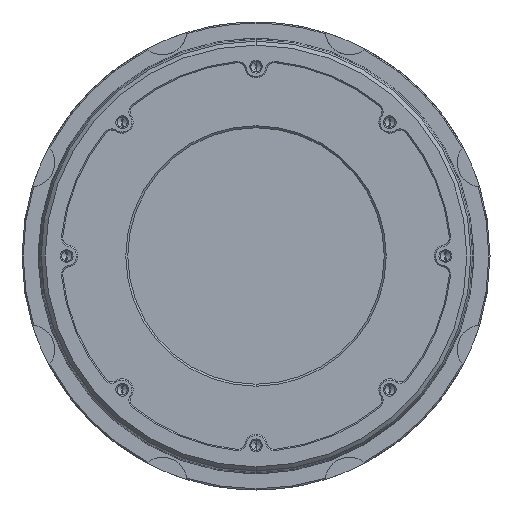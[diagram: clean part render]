
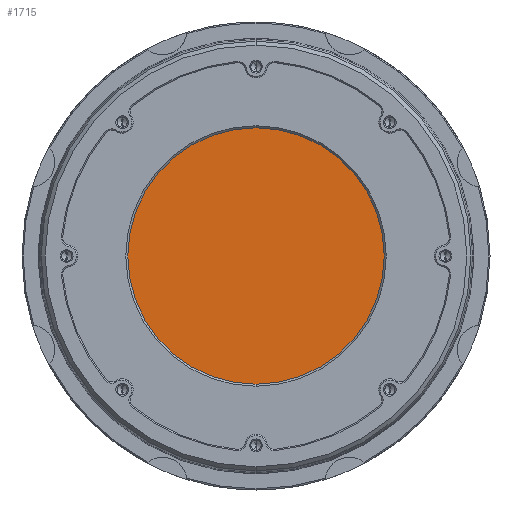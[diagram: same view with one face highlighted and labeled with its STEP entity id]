
A CAD part, front view. The second image highlights one B-rep face of the part: STEP entity #1715.
In plain terms, the highlighted planar face has unit normal (0, -1, 0).
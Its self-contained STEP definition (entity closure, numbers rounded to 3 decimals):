
#27 = VERTEX_POINT ( 'NONE', #707 ) ;
#105 = ORIENTED_EDGE ( 'NONE', *, *, #6733, .T. ) ;
#347 = AXIS2_PLACEMENT_3D ( 'NONE', #6185, #1914, #2890 ) ;
#615 = DIRECTION ( 'NONE',  ( 0., -1., 0. ) ) ;
#681 = VERTEX_POINT ( 'NONE', #5862 ) ;
#707 = CARTESIAN_POINT ( 'NONE',  ( 0., 28., -32. ) ) ;
#1519 = ORIENTED_EDGE ( 'NONE', *, *, #4692, .T. ) ;
#1715 = ADVANCED_FACE ( 'NONE', ( #3534 ), #5061, .F. ) ;
#1914 = DIRECTION ( 'NONE',  ( 0., 1., 0. ) ) ;
#2112 = CARTESIAN_POINT ( 'NONE',  ( 0., 28., 0. ) ) ;
#2375 = AXIS2_PLACEMENT_3D ( 'NONE', #2112, #615, #2773 ) ;
#2773 = DIRECTION ( 'NONE',  ( 0., 0., 1. ) ) ;
#2890 = DIRECTION ( 'NONE',  ( 0., 0., 1. ) ) ;
#3311 = CARTESIAN_POINT ( 'NONE',  ( 0., 28., 0. ) ) ;
#3534 = FACE_OUTER_BOUND ( 'NONE', #5802, .T. ) ;
#3757 = AXIS2_PLACEMENT_3D ( 'NONE', #3311, #6500, #4410 ) ;
#3860 = CIRCLE ( 'NONE', #2375, 32. ) ;
#4410 = DIRECTION ( 'NONE',  ( 0., 0., 1. ) ) ;
#4692 = EDGE_CURVE ( 'NONE', #681, #27, #3860, .T. ) ;
#5061 = PLANE ( 'NONE',  #347 ) ;
#5802 = EDGE_LOOP ( 'NONE', ( #1519, #105 ) ) ;
#5862 = CARTESIAN_POINT ( 'NONE',  ( 0., 28., 32. ) ) ;
#6185 = CARTESIAN_POINT ( 'NONE',  ( 0., 28., 0. ) ) ;
#6500 = DIRECTION ( 'NONE',  ( 0., -1., 0. ) ) ;
#6733 = EDGE_CURVE ( 'NONE', #27, #681, #6934, .T. ) ;
#6934 = CIRCLE ( 'NONE', #3757, 32. ) ;
